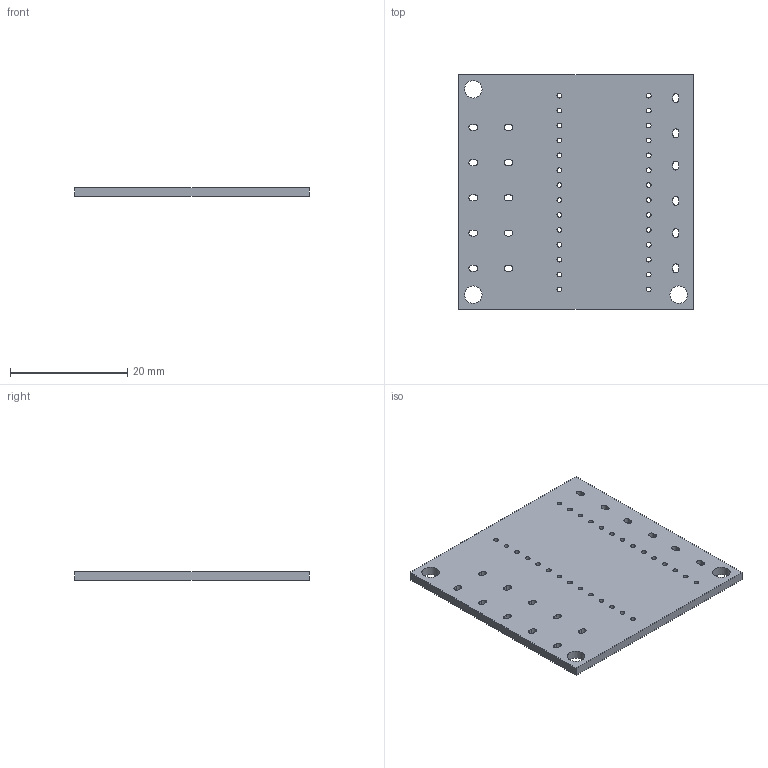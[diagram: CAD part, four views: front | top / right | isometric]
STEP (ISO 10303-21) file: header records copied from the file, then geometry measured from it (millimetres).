
FILE_DESCRIPTION(('KiCad electronic assembly'),'2;1');
FILE_NAME('Teensy_Interface.step','2025-04-09T15:23:34',('Pcbnew'),( 'Kicad'),'Open CASCADE STEP processor 7.6','KiCad to STEP converter' ,'Unknown');
FILE_SCHEMA(('AUTOMOTIVE_DESIGN { 1 0 10303 214 1 1 1 1 }'));
Length unit declared in the file: millimetre
Products named in the file (2): Teensy_Interface 1; Teensy_Interface_PCB
Assembly tree (1 placements, depth 2):
  Teensy_Interface 1
    Teensy_Interface_PCB
Bounding box: 40 x 40 x 1.51 mm (x, y, z)
Volume: 2331.7 mm3; surface area: 3578.9 mm2
Topology: 1 solids, 1 shells, 101 faces, 297 edges, 198 vertices
Faces by surface type: cylinder 63, plane 38
Full cylindrical faces by diameter (mm): 0.8 x28, 3 x3
Entity records: 3642 total; most frequent: DIRECTION 629, CARTESIAN_POINT 598, ORIENTED_EDGE 594, EDGE_CURVE 297, AXIS2_PLACEMENT_3D 229, VERTEX_POINT 198, FACE_BOUND 195, EDGE_LOOP 195
